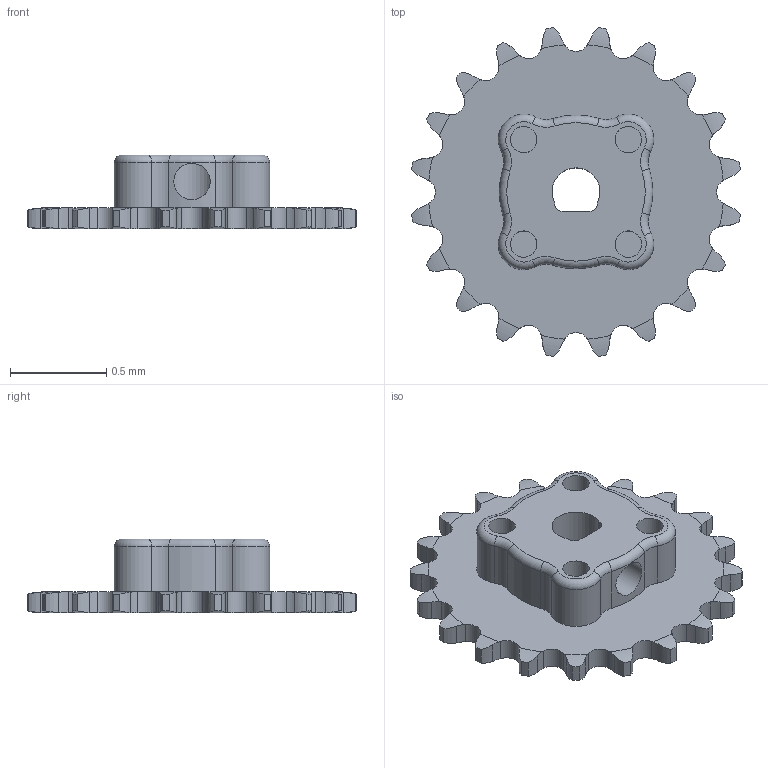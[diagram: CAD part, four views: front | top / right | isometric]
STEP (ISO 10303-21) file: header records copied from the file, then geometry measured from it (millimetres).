
FILE_DESCRIPTION(/* description */ (''),/* implementation_level */ '2;1');
FILE_NAME(/* name */ 'Sprocket.step',/* time_stamp */ '2019-09-13T00:38:05-05:00',/* author */ ('thom_tremblay'),/* organization */ (''),/* preprocessor_version */ 'ST-DEVELOPER v18',/* originating_system */ 'Autodesk Inventor 2020',/* authorisation */ '');
FILE_SCHEMA (('AUTOMOTIVE_DESIGN { 1 0 10303 214 3 1 1 }'));
Length unit declared in the file: millimetre
Products named in the file (1): Sprocket
Bounding box: 1.71 x 1.71 x 0.39 mm (x, y, z)
Volume: 0.3 mm3; surface area: 6.3 mm2
Topology: 1 solids, 1 shells, 212 faces, 608 edges, 403 vertices
Faces by surface type: cylinder 145, torus 56, plane 10, bspline 1
Full cylindrical faces by diameter (mm): 0.138 x4, 0.19 x1, 0.5 x1
Entity records: 8368 total; most frequent: CARTESIAN_POINT 2805, ORIENTED_EDGE 1216, DIRECTION 1156, EDGE_CURVE 608, AXIS2_PLACEMENT_3D 503, VERTEX_POINT 403, CIRCLE 291, EDGE_LOOP 221
